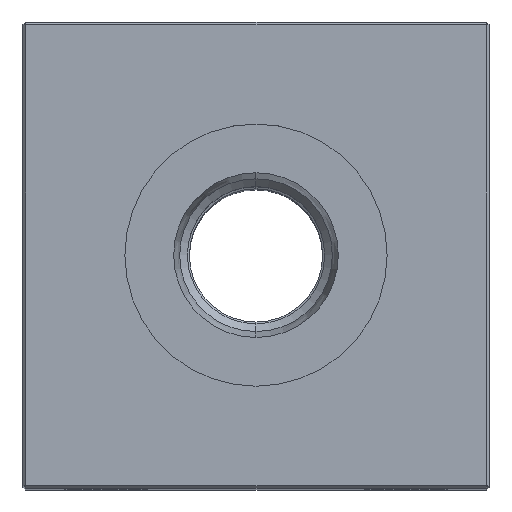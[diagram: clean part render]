
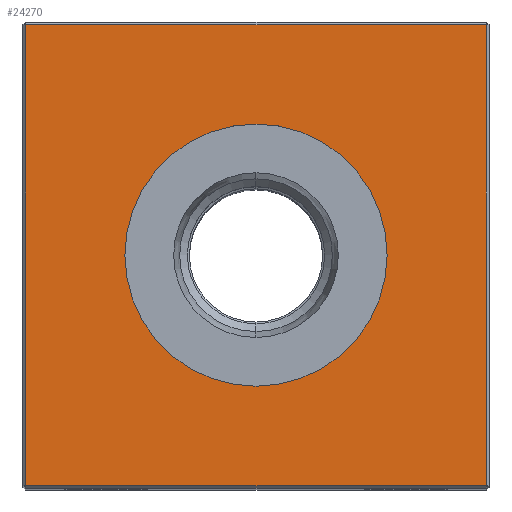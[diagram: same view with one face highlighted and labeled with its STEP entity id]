
A CAD part, top view. The second image highlights one B-rep face of the part: STEP entity #24270.
In plain terms, the highlighted planar face has unit normal (0, 0, 1).
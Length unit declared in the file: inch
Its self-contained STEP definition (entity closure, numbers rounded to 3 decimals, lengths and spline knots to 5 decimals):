
#343 = EDGE_CURVE ( 'NONE', #18542, #23746, #10873, .T. ) ;
#546 = VECTOR ( 'NONE', #2689, 39.37008 ) ;
#824 = VECTOR ( 'NONE', #22073, 39.37008 ) ;
#886 = EDGE_LOOP ( 'NONE', ( #12588, #20227 ) ) ;
#1572 = CARTESIAN_POINT ( 'NONE',  ( 0., 0., 3.75 ) ) ;
#1941 = LINE ( 'NONE', #24443, #7540 ) ;
#2689 = DIRECTION ( 'NONE',  ( 0., 1., 0. ) ) ;
#3208 = AXIS2_PLACEMENT_3D ( 'NONE', #1572, #18868, #9024 ) ;
#3213 = VECTOR ( 'NONE', #17578, 39.37008 ) ;
#3796 = FACE_OUTER_BOUND ( 'NONE', #11446, .T. ) ;
#3943 = VERTEX_POINT ( 'NONE', #9390 ) ;
#5788 = DIRECTION ( 'NONE',  ( 0., 0., -1. ) ) ;
#7540 = VECTOR ( 'NONE', #9516, 39.37008 ) ;
#7754 = CARTESIAN_POINT ( 'NONE',  ( -0.865, 0.865, 3.75 ) ) ;
#8493 = AXIS2_PLACEMENT_3D ( 'NONE', #24555, #5788, #17368 ) ;
#8981 = EDGE_CURVE ( 'NONE', #9422, #11285, #1941, .T. ) ;
#9024 = DIRECTION ( 'NONE',  ( -1., 0., 0. ) ) ;
#9390 = CARTESIAN_POINT ( 'NONE',  ( 0.865, -0.865, 3.75 ) ) ;
#9422 = VERTEX_POINT ( 'NONE', #7754 ) ;
#9516 = DIRECTION ( 'NONE',  ( 0., -1., 0. ) ) ;
#9735 = LINE ( 'NONE', #21161, #3213 ) ;
#10146 = LINE ( 'NONE', #23448, #546 ) ;
#10157 = ORIENTED_EDGE ( 'NONE', *, *, #8981, .T. ) ;
#10520 = LINE ( 'NONE', #16364, #824 ) ;
#10873 = CIRCLE ( 'NONE', #8493, 0.49213 ) ;
#11285 = VERTEX_POINT ( 'NONE', #24229 ) ;
#11446 = EDGE_LOOP ( 'NONE', ( #10157, #23521, #19058, #20420 ) ) ;
#12588 = ORIENTED_EDGE ( 'NONE', *, *, #343, .T. ) ;
#12679 = CARTESIAN_POINT ( 'NONE',  ( 0., 0., 3.75 ) ) ;
#12706 = EDGE_CURVE ( 'NONE', #11285, #3943, #10520, .T. ) ;
#14347 = EDGE_CURVE ( 'NONE', #15648, #9422, #9735, .T. ) ;
#15648 = VERTEX_POINT ( 'NONE', #24293 ) ;
#16364 = CARTESIAN_POINT ( 'NONE',  ( 0., -0.865, 3.75 ) ) ;
#16400 = EDGE_CURVE ( 'NONE', #23746, #18542, #21890, .T. ) ;
#16430 = DIRECTION ( 'NONE',  ( 0., 0., -1. ) ) ;
#16794 = CARTESIAN_POINT ( 'NONE',  ( 0., 0.49213, 3.75 ) ) ;
#17368 = DIRECTION ( 'NONE',  ( -1., 0., 0. ) ) ;
#17578 = DIRECTION ( 'NONE',  ( -1., 0., 0. ) ) ;
#18542 = VERTEX_POINT ( 'NONE', #16794 ) ;
#18868 = DIRECTION ( 'NONE',  ( 0., 0., -1. ) ) ;
#18981 = FACE_BOUND ( 'NONE', #886, .T. ) ;
#19058 = ORIENTED_EDGE ( 'NONE', *, *, #22081, .T. ) ;
#20227 = ORIENTED_EDGE ( 'NONE', *, *, #16400, .T. ) ;
#20420 = ORIENTED_EDGE ( 'NONE', *, *, #14347, .T. ) ;
#21161 = CARTESIAN_POINT ( 'NONE',  ( 0., 0.865, 3.75 ) ) ;
#21737 = CARTESIAN_POINT ( 'NONE',  ( 0., -0.49213, 3.75 ) ) ;
#21890 = CIRCLE ( 'NONE', #24285, 0.49213 ) ;
#22073 = DIRECTION ( 'NONE',  ( 1., 0., 0. ) ) ;
#22081 = EDGE_CURVE ( 'NONE', #3943, #15648, #10146, .T. ) ;
#22200 = PLANE ( 'NONE',  #3208 ) ;
#23448 = CARTESIAN_POINT ( 'NONE',  ( 0.865, 0., 3.75 ) ) ;
#23521 = ORIENTED_EDGE ( 'NONE', *, *, #12706, .T. ) ;
#23746 = VERTEX_POINT ( 'NONE', #21737 ) ;
#24229 = CARTESIAN_POINT ( 'NONE',  ( -0.865, -0.865, 3.75 ) ) ;
#24236 = DIRECTION ( 'NONE',  ( -1., 0., 0. ) ) ;
#24270 = ADVANCED_FACE ( 'NONE', ( #3796, #18981 ), #22200, .F. ) ;
#24285 = AXIS2_PLACEMENT_3D ( 'NONE', #12679, #16430, #24236 ) ;
#24293 = CARTESIAN_POINT ( 'NONE',  ( 0.865, 0.865, 3.75 ) ) ;
#24443 = CARTESIAN_POINT ( 'NONE',  ( -0.865, 0., 3.75 ) ) ;
#24555 = CARTESIAN_POINT ( 'NONE',  ( 0., 0., 3.75 ) ) ;
